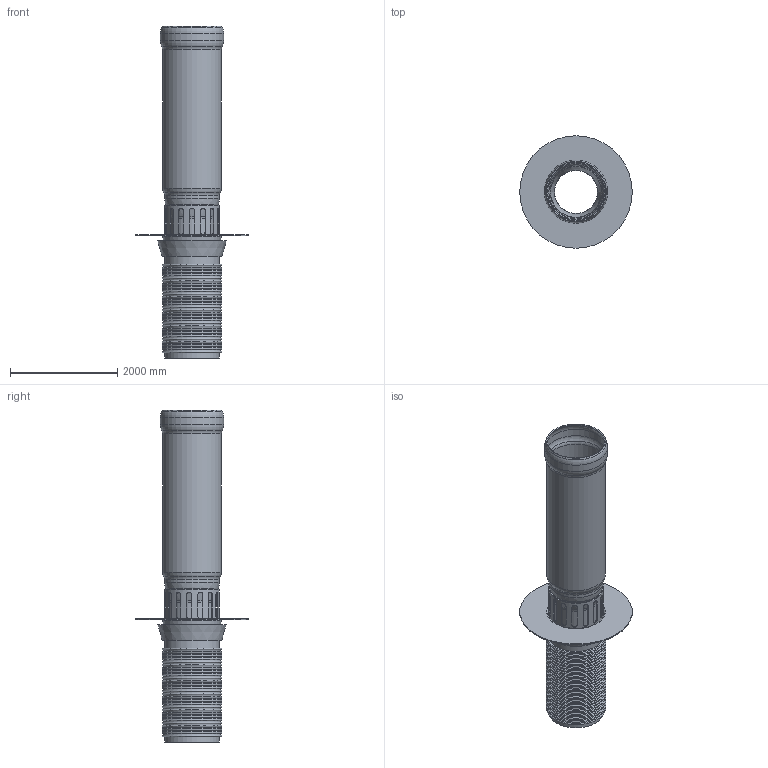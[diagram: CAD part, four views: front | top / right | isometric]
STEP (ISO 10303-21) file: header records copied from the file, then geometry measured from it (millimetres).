
FILE_DESCRIPTION(/* description */ (''),/* implementation_level */ '2;1');
FILE_NAME(/* name */ '16713.100X_3D.stp',/* time_stamp */ '2024-12-12T07:37:23+01:00',/* author */ ('CAD'),/* organization */ (''),/* preprocessor_version */ 'ST-DEVELOPER v20',/* originating_system */ 'AutoCAD Mechanical',/* authorisation */ '');
FILE_SCHEMA (('AUTOMOTIVE_DESIGN { 1 0 10303 214 3 1 1 }'));
Length unit declared in the file: centimetre
Products named in the file (2): Product; *S0
Assembly tree (1 placements, depth 2):
  Product
    *S0
Bounding box: 2100 x 2100 x 6200 mm (x, y, z)
Volume: 781225580.3 mm3; surface area: 67510354.3 mm2
Topology: 5 solids, 5 shells, 162 faces, 391 edges, 239 vertices
Faces by surface type: torus 69, cylinder 43, plane 39, cone 9, bspline 2
Full cylindrical faces by diameter (mm): 800 x1, 840 x1, 980 x2, 1020 x4, 1060 x1, 1100 x1, 1140 x1, 1180 x1, 2100 x1
Entity records: 6775 total; most frequent: CARTESIAN_POINT 2827, DIRECTION 845, ORIENTED_EDGE 780, EDGE_CURVE 390, AXIS2_PLACEMENT_3D 351, VERTEX_POINT 237, EDGE_LOOP 201, CIRCLE 188
